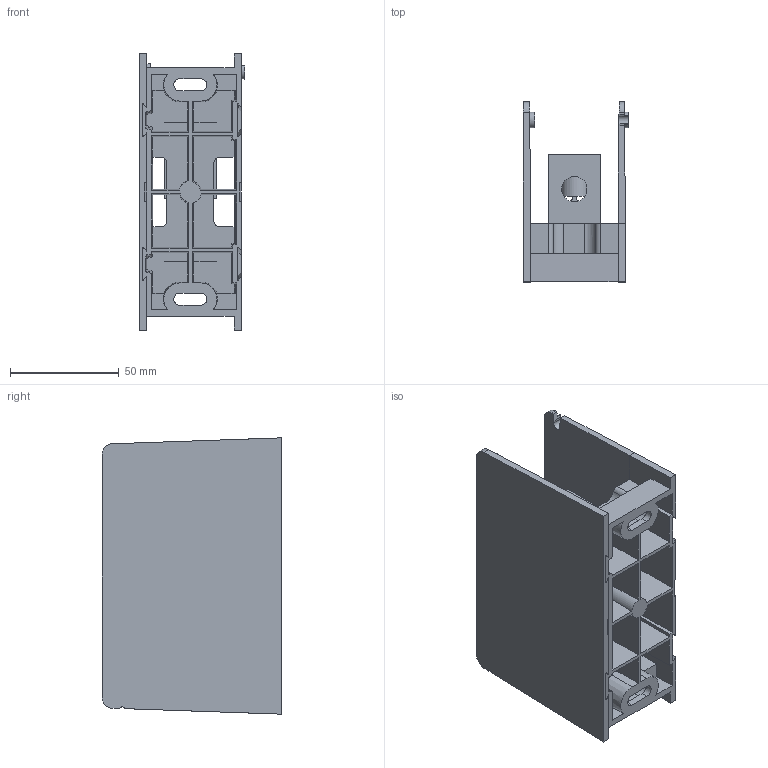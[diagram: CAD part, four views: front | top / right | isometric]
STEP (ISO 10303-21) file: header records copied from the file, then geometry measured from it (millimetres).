
FILE_DESCRIPTION (( 'STEP AP214' ), '1' );
FILE_NAME ('701891rev-1P.STEP', '2014-03-17T14:30:37', ( '' ), ( '' ), 'SwSTEP 2.0', 'SolidWorks 2013', '' );
FILE_SCHEMA (( 'AUTOMOTIVE_DESIGN' ));
Length unit declared in the file: inch
Products named in the file (1): 701891rev-1P
Bounding box: 48.6 x 82.55 x 127.01 mm (x, y, z)
Surface area: 72359.5 mm2 (no closed solid volume)
Topology: 0 solids, 10 shells, 257 faces, 917 edges, 635 vertices
Faces by surface type: plane 172, cylinder 62, cone 23
Full cylindrical faces by diameter (mm): 3.581 x9, 4.064 x1, 7.112 x1, 12.7 x1
Entity records: 13096 total; most frequent: CARTESIAN_POINT 2518, ORIENTED_EDGE 1438, DIRECTION 1364, EDGE_CURVE 879, VERTEX_POINT 623, VECTOR 562, LINE 562, AXIS2_PLACEMENT_3D 401
